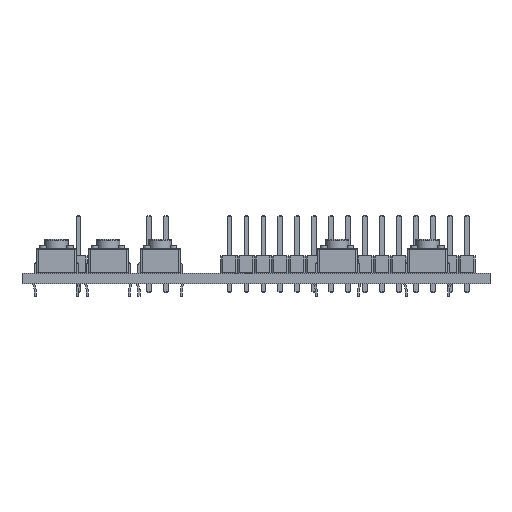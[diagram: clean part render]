
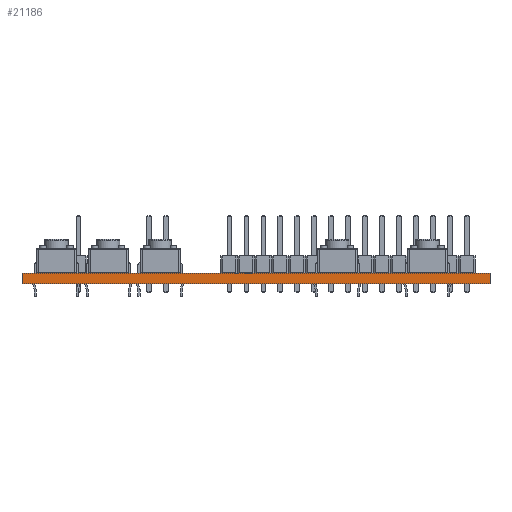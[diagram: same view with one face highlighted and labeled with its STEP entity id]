
A CAD part, front view. The second image highlights one B-rep face of the part: STEP entity #21186.
In plain terms, the highlighted planar face has unit normal (0, -1, 0).
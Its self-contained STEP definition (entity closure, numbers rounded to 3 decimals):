
#21186 = ADVANCED_FACE('',(#21187),#21221,.T.);
#21187 = FACE_BOUND('',#21188,.T.);
#21188 = EDGE_LOOP('',(#21189,#21199,#21207,#21215));
#21189 = ORIENTED_EDGE('',*,*,#21190,.T.);
#21190 = EDGE_CURVE('',#21191,#21193,#21195,.T.);
#21191 = VERTEX_POINT('',#21192);
#21192 = CARTESIAN_POINT('',(206.,-143.,0.));
#21193 = VERTEX_POINT('',#21194);
#21194 = CARTESIAN_POINT('',(206.,-143.,1.51));
#21195 = LINE('',#21196,#21197);
#21196 = CARTESIAN_POINT('',(206.,-143.,0.));
#21197 = VECTOR('',#21198,1.);
#21198 = DIRECTION('',(0.,0.,1.));
#21199 = ORIENTED_EDGE('',*,*,#21200,.T.);
#21200 = EDGE_CURVE('',#21193,#21201,#21203,.T.);
#21201 = VERTEX_POINT('',#21202);
#21202 = CARTESIAN_POINT('',(136.,-143.,1.51));
#21203 = LINE('',#21204,#21205);
#21204 = CARTESIAN_POINT('',(206.,-143.,1.51));
#21205 = VECTOR('',#21206,1.);
#21206 = DIRECTION('',(-1.,0.,0.));
#21207 = ORIENTED_EDGE('',*,*,#21208,.F.);
#21208 = EDGE_CURVE('',#21209,#21201,#21211,.T.);
#21209 = VERTEX_POINT('',#21210);
#21210 = CARTESIAN_POINT('',(136.,-143.,0.));
#21211 = LINE('',#21212,#21213);
#21212 = CARTESIAN_POINT('',(136.,-143.,0.));
#21213 = VECTOR('',#21214,1.);
#21214 = DIRECTION('',(0.,0.,1.));
#21215 = ORIENTED_EDGE('',*,*,#21216,.F.);
#21216 = EDGE_CURVE('',#21191,#21209,#21217,.T.);
#21217 = LINE('',#21218,#21219);
#21218 = CARTESIAN_POINT('',(206.,-143.,0.));
#21219 = VECTOR('',#21220,1.);
#21220 = DIRECTION('',(-1.,0.,0.));
#21221 = PLANE('',#21222);
#21222 = AXIS2_PLACEMENT_3D('',#21223,#21224,#21225);
#21223 = CARTESIAN_POINT('',(206.,-143.,0.));
#21224 = DIRECTION('',(0.,-1.,0.));
#21225 = DIRECTION('',(-1.,0.,0.));
